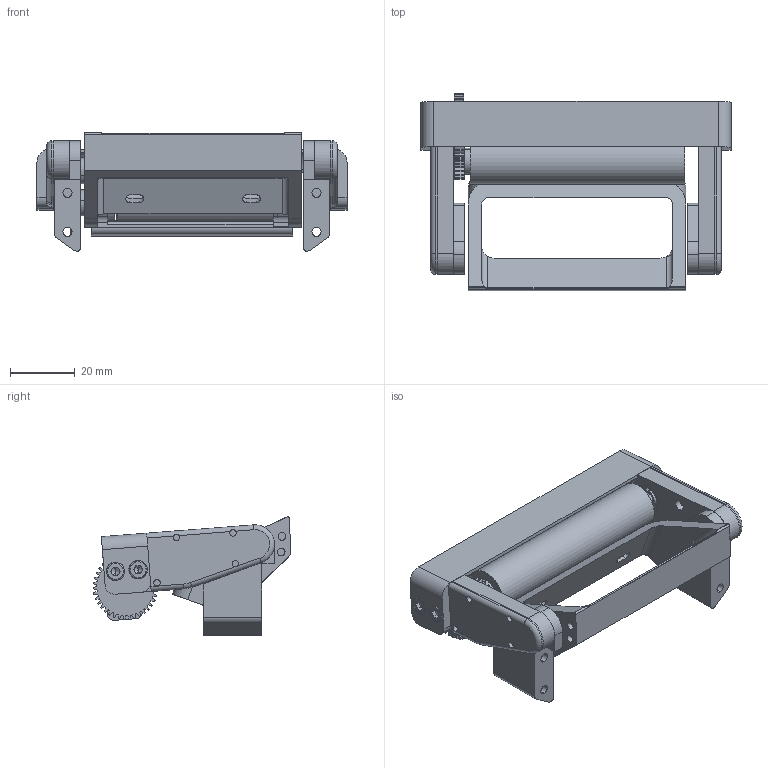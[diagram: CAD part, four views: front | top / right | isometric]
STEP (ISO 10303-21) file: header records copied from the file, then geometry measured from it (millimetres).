
FILE_DESCRIPTION (( 'STEP AP203' ), '1' );
FILE_NAME ('Assem mandi.STEP', '2018-06-11T03:07:40', ( '' ), ( '' ), 'SwSTEP 2.0', 'SolidWorks 2016', '' );
FILE_SCHEMA (( 'CONFIG_CONTROL_DESIGN' ));
Length unit declared in the file: millimetre
Products named in the file (16): spur gear_din_DIN - Spur gear 0.5M 20T 14.5PA 3FW ---S20B8H8L4N; radial ball bearing_68_din_DIN 625 - 638_4 - 10,SI,NC,10_68; ir cover; ghaltak (2); left IR stand_right; left IR stand; TOWER CHIP LEFT; chip kicker; Assem mandi; socket head cap screw_din_DIN 912 M3 x 10 --- 10S; spur gear_din_DIN - Spur gear 0.5M 38T 14.5PA 3FW ---S38B8H8L4N; immortal shield for ever; dribbling motor; socket head cap screw_din_DIN 912 M3 x 8 --- 8S; ir cover_right; TOWER CHIP LEFT_right
Assembly tree (22 placements, depth 2):
  Assem mandi
    TOWER CHIP LEFT
    dribbling motor
    ghaltak (2)
    chip kicker
    left IR stand
    immortal shield for ever
    TOWER CHIP LEFT_right
    left IR stand_right
    spur gear_din_DIN - Spur gear 0.5M 20T 14.5PA 3FW ---S20B8H8L4N
    spur gear_din_DIN - Spur gear 0.5M 38T 14.5PA 3FW ---S38B8H8L4N
    ir cover
    ir cover_right
    socket head cap screw_din_DIN 912 M3 x 8 --- 8S
    socket head cap screw_din_DIN 912 M3 x 10 --- 10S  x3
    radial ball bearing_68_din_DIN 625 - 638_4 - 10,SI,NC,10_68  x6
Bounding box: 95.5 x 60.88 x 36.47 mm (x, y, z)
Volume: 56778 mm3; surface area: 44110.6 mm2
Topology: 24 solids, 24 shells, 1405 faces, 3591 edges, 2284 vertices
Faces by surface type: cylinder 725, plane 299, cone 279, torus 99, bspline 3
Entity records: 33979 total; most frequent: DIRECTION 6080, CARTESIAN_POINT 5808, ORIENTED_EDGE 5290, EDGE_CURVE 2645, AXIS2_PLACEMENT_3D 2455, VERTEX_POINT 1718, CIRCLE 1426, LINE 1170
